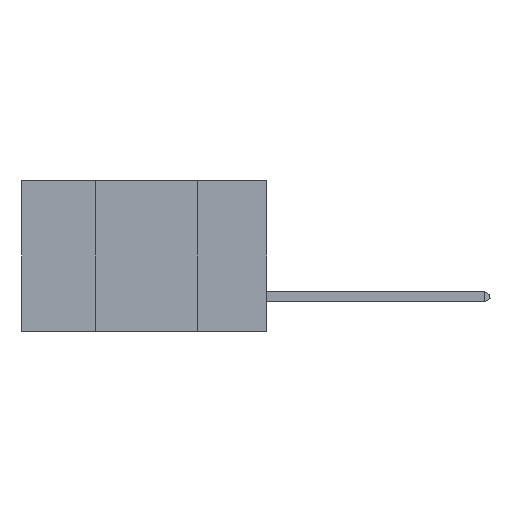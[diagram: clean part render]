
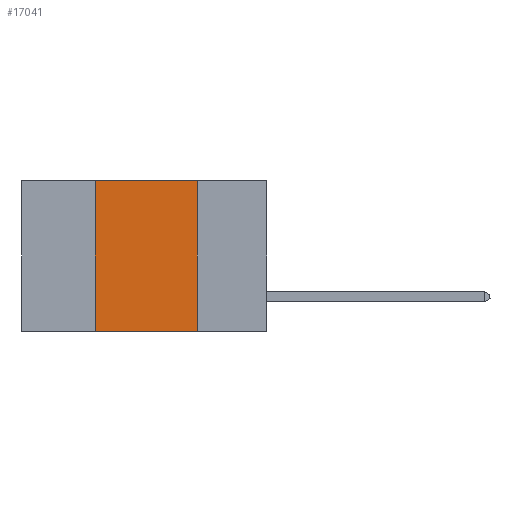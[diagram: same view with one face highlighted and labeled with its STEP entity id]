
A CAD part, left-side view. The second image highlights one B-rep face of the part: STEP entity #17041.
In plain terms, the highlighted planar face has unit normal (-1, 0, 0).
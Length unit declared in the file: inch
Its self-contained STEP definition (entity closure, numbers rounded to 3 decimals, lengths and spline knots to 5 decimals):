
#1757 = CARTESIAN_POINT ( 'NONE',  ( 0., 0.17, -0.37 ) ) ;
#1885 = VERTEX_POINT ( 'NONE', #5847 ) ;
#1942 = DIRECTION ( 'NONE',  ( 0., -1., 0. ) ) ;
#2321 = FACE_OUTER_BOUND ( 'NONE', #18394, .T. ) ;
#2607 = ORIENTED_EDGE ( 'NONE', *, *, #2994, .F. ) ;
#2936 = VERTEX_POINT ( 'NONE', #17301 ) ;
#2994 = EDGE_CURVE ( 'NONE', #1885, #2936, #12927, .T. ) ;
#3562 = DIRECTION ( 'NONE',  ( 1., 0., 0. ) ) ;
#5158 = CARTESIAN_POINT ( 'NONE',  ( 0., 0.42, 0. ) ) ;
#5847 = CARTESIAN_POINT ( 'NONE',  ( 0., 0.42, 0. ) ) ;
#6141 = LINE ( 'NONE', #6454, #12277 ) ;
#6454 = CARTESIAN_POINT ( 'NONE',  ( 0., 0.17, 0. ) ) ;
#6735 = DIRECTION ( 'NONE',  ( 0., 0., -1. ) ) ;
#7019 = VECTOR ( 'NONE', #14219, 39.37008 ) ;
#7696 = EDGE_CURVE ( 'NONE', #2936, #18093, #6141, .T. ) ;
#8380 = CARTESIAN_POINT ( 'NONE',  ( 0., 0.6, 0. ) ) ;
#8521 = DIRECTION ( 'NONE',  ( 0., 0., -1. ) ) ;
#8598 = PLANE ( 'NONE',  #20430 ) ;
#8614 = ORIENTED_EDGE ( 'NONE', *, *, #20954, .T. ) ;
#9631 = EDGE_CURVE ( 'NONE', #19498, #1885, #21204, .T. ) ;
#11153 = ORIENTED_EDGE ( 'NONE', *, *, #7696, .F. ) ;
#11176 = VECTOR ( 'NONE', #1942, 39.37008 ) ;
#11675 = ORIENTED_EDGE ( 'NONE', *, *, #9631, .F. ) ;
#12277 = VECTOR ( 'NONE', #6735, 39.37008 ) ;
#12927 = LINE ( 'NONE', #16322, #11176 ) ;
#14145 = CARTESIAN_POINT ( 'NONE',  ( 0., 0.6, -0.37 ) ) ;
#14219 = DIRECTION ( 'NONE',  ( 0., -1., 0. ) ) ;
#16195 = LINE ( 'NONE', #14145, #7019 ) ;
#16322 = CARTESIAN_POINT ( 'NONE',  ( 0., 0.6, 0. ) ) ;
#16590 = DIRECTION ( 'NONE',  ( 0., 0., 1. ) ) ;
#17041 = ADVANCED_FACE ( 'NONE', ( #2321 ), #8598, .F. ) ;
#17301 = CARTESIAN_POINT ( 'NONE',  ( 0., 0.17, 0. ) ) ;
#18050 = CARTESIAN_POINT ( 'NONE',  ( 0., 0.42, -0.37 ) ) ;
#18093 = VERTEX_POINT ( 'NONE', #1757 ) ;
#18394 = EDGE_LOOP ( 'NONE', ( #11153, #2607, #11675, #8614 ) ) ;
#19498 = VERTEX_POINT ( 'NONE', #18050 ) ;
#19673 = VECTOR ( 'NONE', #16590, 39.37008 ) ;
#20430 = AXIS2_PLACEMENT_3D ( 'NONE', #8380, #3562, #8521 ) ;
#20954 = EDGE_CURVE ( 'NONE', #19498, #18093, #16195, .T. ) ;
#21204 = LINE ( 'NONE', #5158, #19673 ) ;
